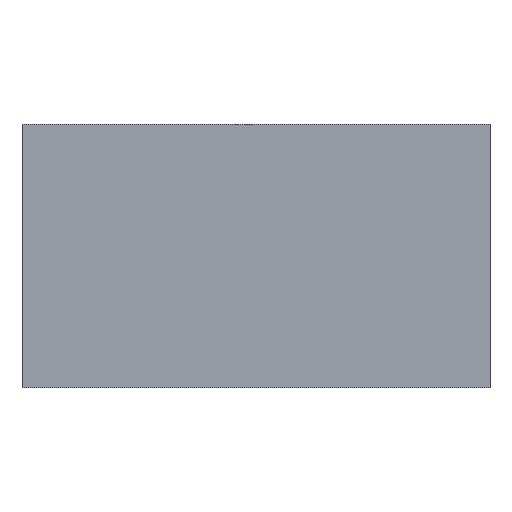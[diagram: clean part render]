
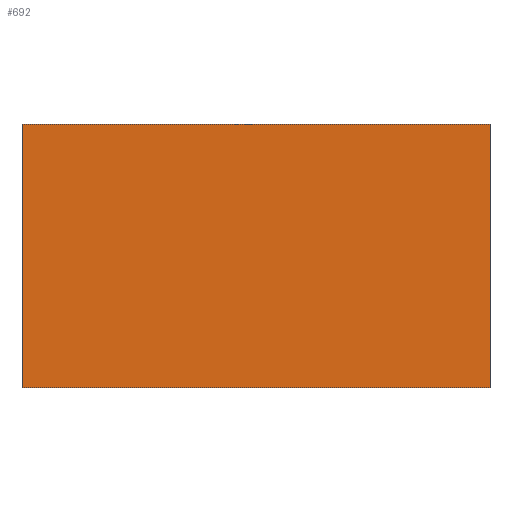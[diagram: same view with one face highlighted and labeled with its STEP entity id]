
A CAD part, front view. The second image highlights one B-rep face of the part: STEP entity #692.
In plain terms, the highlighted planar face has unit normal (0, -1, 0).
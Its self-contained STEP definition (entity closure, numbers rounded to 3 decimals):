
#87=DIRECTION('',(1.,0.,0.));
#88=VECTOR('',#87,1.6);
#89=CARTESIAN_POINT('',(-0.8,-1.6,0.));
#90=LINE('',#89,#88);
#234=DIRECTION('',(1.,0.,0.));
#235=VECTOR('',#234,1.6);
#236=CARTESIAN_POINT('',(-0.8,-1.6,0.9));
#237=LINE('',#236,#235);
#276=DIRECTION('',(0.,0.,1.));
#277=VECTOR('',#276,0.9);
#278=CARTESIAN_POINT('',(0.8,-1.6,0.));
#279=LINE('',#278,#277);
#290=DIRECTION('',(0.,0.,1.));
#291=VECTOR('',#290,0.9);
#292=CARTESIAN_POINT('',(-0.8,-1.6,0.));
#293=LINE('',#292,#291);
#297=CARTESIAN_POINT('',(-0.8,-1.6,0.));
#298=CARTESIAN_POINT('',(0.8,-1.6,0.));
#299=VERTEX_POINT('',#297);
#300=VERTEX_POINT('',#298);
#305=CARTESIAN_POINT('',(-0.8,-1.6,0.9));
#306=CARTESIAN_POINT('',(0.8,-1.6,0.9));
#307=VERTEX_POINT('',#305);
#308=VERTEX_POINT('',#306);
#681=CARTESIAN_POINT('',(-0.8,-1.6,0.));
#682=DIRECTION('',(0.,-1.,0.));
#683=DIRECTION('',(1.,0.,0.));
#684=AXIS2_PLACEMENT_3D('',#681,#682,#683);
#685=PLANE('',#684);
#686=ORIENTED_EDGE('',*,*,#382,.F.);
#687=ORIENTED_EDGE('',*,*,#511,.T.);
#688=ORIENTED_EDGE('',*,*,#563,.T.);
#689=ORIENTED_EDGE('',*,*,#639,.F.);
#690=EDGE_LOOP('',(#686,#687,#688,#689));
#691=FACE_OUTER_BOUND('',#690,.F.);
#692=ADVANCED_FACE('',(#691),#685,.T.);
#382=EDGE_CURVE('',#299,#300,#90,.T.);
#511=EDGE_CURVE('',#299,#307,#293,.T.);
#563=EDGE_CURVE('',#307,#308,#237,.T.);
#639=EDGE_CURVE('',#300,#308,#279,.T.);
